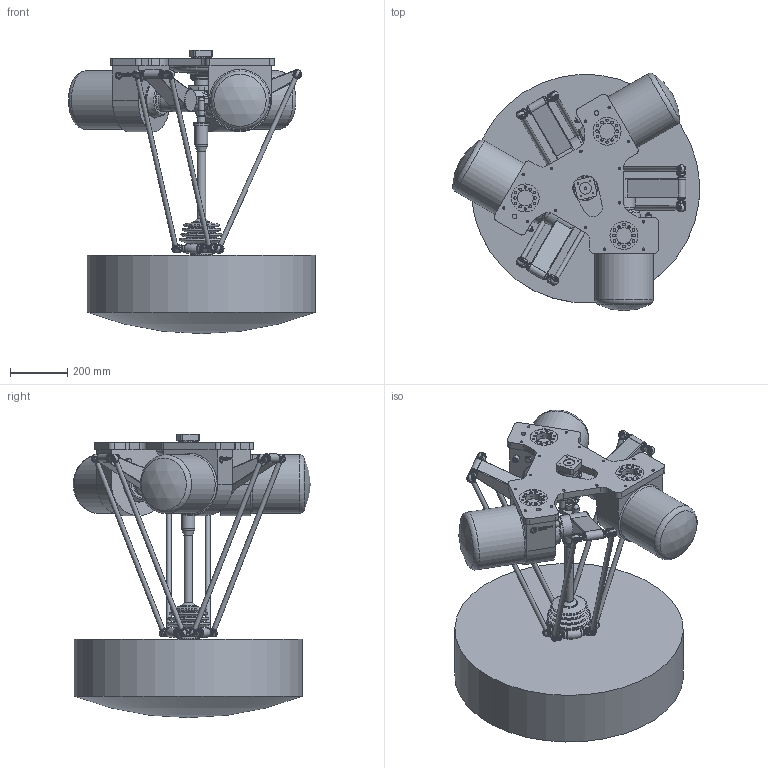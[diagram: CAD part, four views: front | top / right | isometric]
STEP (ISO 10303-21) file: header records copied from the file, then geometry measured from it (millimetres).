
FILE_DESCRIPTION(/* description */ (''),/* implementation_level */ '2;1');
FILE_NAME(/* name */ '3D-model_A_00012-01-Ti.stp',/* time_stamp */ '2022-05-16T16:10:42+02:00',/* author */ ('michael.schutter'),/* organization */ ('Majatronic'),/* preprocessor_version */ 'ST-DEVELOPER v16.5',/* originating_system */ 'Autodesk Inventor 2017',/* authorisation */ '');
FILE_SCHEMA (('AUTOMOTIVE_DESIGN { 1 0 10303 214 3 1 1 }'));
Products named in the file (13): MT_BGR00020727MT_BGR; MT_WST00065369MT_WST; MT_WST00065368MT_WST; MT_WST00056878MT_WST; MT_WST00056879MT_WST; MT_WST00065370MT_WST; MT_WST00059663MT_WST; MT_WST00059664MT_WST; MT_WST00064709MT_WST; MT_WST00059665MT_WST; MT_WST00059666MT_WST; MT_WST00059667MT_WST; MT_WST00064931MT_WST
Assembly tree (24 placements, depth 2):
  MT_BGR00020727MT_BGR
    MT_WST00065369MT_WST
    MT_WST00065368MT_WST
    MT_WST00056878MT_WST
    MT_WST00056879MT_WST
    MT_WST00065370MT_WST  x3
    MT_WST00064709MT_WST  x6
    MT_WST00059663MT_WST  x6
    MT_WST00059664MT_WST
    MT_WST00059665MT_WST
    MT_WST00059666MT_WST
    MT_WST00059667MT_WST
    MT_WST00064931MT_WST
Bounding box: 864.74 x 831.16 x 991.4 mm (x, y, z)
Volume: 164564475.5 mm3; surface area: 3708738.4 mm2
Topology: 24 solids, 54 shells, 2576 faces, 6029 edges, 3833 vertices
Faces by surface type: plane 998, cylinder 757, torus 366, bspline 281, cone 152, sphere 22
Full cylindrical faces by diameter (mm): 4.134 x4, 4.917 x4, 5 x6, 6 x13, 7 x8, 7.5 x6, 8 x24, 8.376 x33, 9 x19, 10 x15, 11 x12, 12 x6, 13 x18, 14 x8, 16 x26, 17 x6, 19.7 x1, 20 x8, 22 x34, 24 x4, 25 x1, 26 x6, 27 x7, 28 x7, 30 x2, 40 x1, 41 x1, 43 x1, 45 x4, 48 x1
Entity records: 57442 total; most frequent: CARTESIAN_POINT 18398, DIRECTION 8121, ORIENTED_EDGE 7126, EDGE_CURVE 3563, AXIS2_PLACEMENT_3D 3218, VERTEX_POINT 2516, EDGE_LOOP 2447, ADVANCED_FACE 1754
